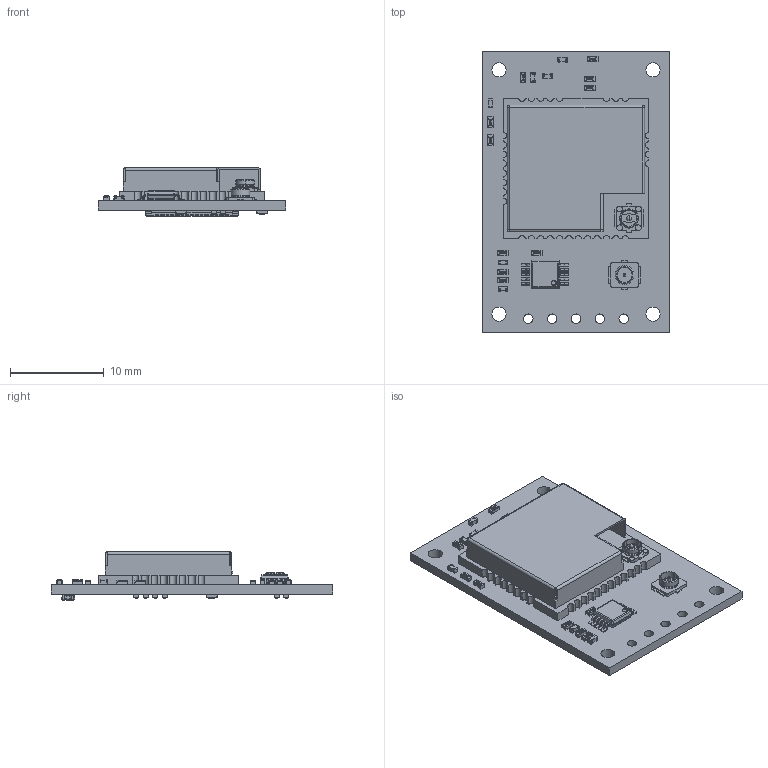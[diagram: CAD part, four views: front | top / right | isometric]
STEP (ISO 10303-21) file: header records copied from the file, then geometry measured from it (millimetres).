
FILE_DESCRIPTION(('Open CASCADE Model'),'2;1');
FILE_NAME('Open CASCADE Shape Model','2021-06-21T09:00:14',('Author'),( 'Open CASCADE'),'Open CASCADE STEP processor 6.8','Open CASCADE 6.8' ,'Unknown');
FILE_SCHEMA(('AUTOMOTIVE_DESIGN { 1 0 10303 214 1 1 1 1 }'));
Length unit declared in the file: millimetre
Products named in the file (45): PCB; Board; Open CASCADE STEP translator 6.8 1.1.1; R18; RES_1005-0402; R17; R16; R15; R14; R13; R12; R11; J2; UFL-R-SMD; Part_525; Part_739; Part_578; Part_540; Part_562; Part_555; U2; MSOP-10; U1; pwb_rak3172_asm; PWB_RAK3172; IPEX-FEMALE; R10; R9; R8; R7; R6; R5; R4; R3; R2; R1; J1; axe640124; C6; C0402 ...
Assembly tree (66 placements, depth 4):
  PCB
    Board
      Open CASCADE STEP translator 6.8 1.1.1
    R18
      RES_1005-0402
    R17
      RES_1005-0402
    R16
      RES_1005-0402
    R15
      RES_1005-0402
    R14
      RES_1005-0402
    R13
      RES_1005-0402
    R12
      RES_1005-0402
    R11
      RES_1005-0402
    J2
      UFL-R-SMD
        Part_525
        Part_739
        Part_578
        Part_540
        Part_562
        Part_555
    U2
      MSOP-10
    U1
      pwb_rak3172_asm
        PWB_RAK3172
        IPEX-FEMALE
    R10
      RES_1005-0402
    R9
      RES_1005-0402
    R8
      RES_1005-0402
    R7
      RES_1005-0402
    R6
      RES_1005-0402
    R5
      RES_1005-0402
    R4
      RES_1005-0402
    R3
      RES_1005-0402
    R2
      RES_1005-0402
    R1
      RES_1005-0402
    J1
      axe640124
    C6
      C0402
    C5
      C0402
    C4
Bounding box: 20 x 30 x 5.17 mm (x, y, z)
Volume: 907.4 mm3; surface area: 2685.7 mm2
Topology: 89 solids, 89 shells, 3584 faces, 9002 edges, 5604 vertices
Faces by surface type: plane 2112, cylinder 599, bspline 598, sphere 168, torus 90, cone 17
Full cylindrical faces by diameter (mm): 1.016 x5, 1.5 x4
Entity records: 58412 total; most frequent: CARTESIAN_POINT 12605, ORIENTED_EDGE 8546, DIRECTION 8504, EDGE_CURVE 4273, LINE 2874, VECTOR 2874, AXIS2_PLACEMENT_3D 2815, VERTEX_POINT 2644
